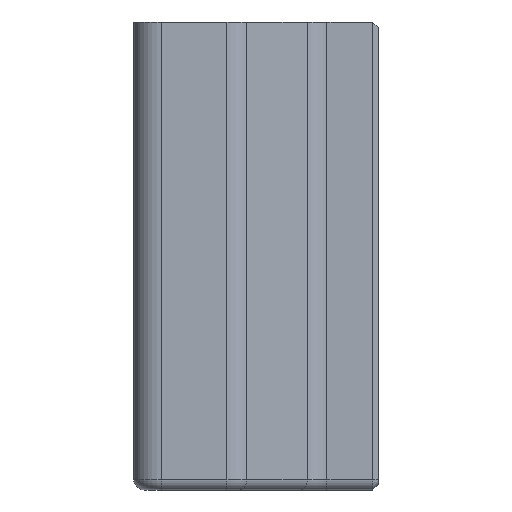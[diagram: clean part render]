
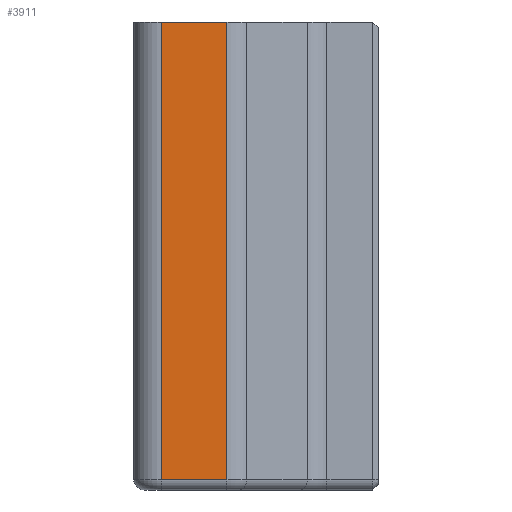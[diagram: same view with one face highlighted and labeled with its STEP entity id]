
A CAD part, front view. The second image highlights one B-rep face of the part: STEP entity #3911.
In plain terms, the highlighted planar face has unit normal (0, -1, 0).
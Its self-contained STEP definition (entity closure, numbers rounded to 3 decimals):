
#91 = VECTOR ( 'NONE', #3759, 1000. ) ;
#146 = VERTEX_POINT ( 'NONE', #3525 ) ;
#180 = LINE ( 'NONE', #3918, #4195 ) ;
#353 = CARTESIAN_POINT ( 'NONE',  ( 0., -188.371, -30. ) ) ;
#387 = CARTESIAN_POINT ( 'NONE',  ( 579.097, -188.371, -8. ) ) ;
#395 = VERTEX_POINT ( 'NONE', #3289 ) ;
#541 = AXIS2_PLACEMENT_3D ( 'NONE', #3021, #4455, #4391 ) ;
#719 = DIRECTION ( 'NONE',  ( -1., 0., 0. ) ) ;
#768 = CARTESIAN_POINT ( 'NONE',  ( 0., -188.371, 2.75 ) ) ;
#847 = DIRECTION ( 'NONE',  ( 0., 0., 1. ) ) ;
#1013 = LINE ( 'NONE', #768, #1527 ) ;
#1322 = DIRECTION ( 'NONE',  ( 1., 0., 0. ) ) ;
#1527 = VECTOR ( 'NONE', #719, 1000. ) ;
#1583 = EDGE_CURVE ( 'NONE', #4021, #2207, #1013, .T. ) ;
#1868 = CARTESIAN_POINT ( 'NONE',  ( 574.426, -188.371, 2.75 ) ) ;
#2003 = ORIENTED_EDGE ( 'NONE', *, *, #1583, .T. ) ;
#2062 = EDGE_CURVE ( 'NONE', #146, #4021, #4399, .T. ) ;
#2207 = VERTEX_POINT ( 'NONE', #1868 ) ;
#2424 = ORIENTED_EDGE ( 'NONE', *, *, #3962, .T. ) ;
#2633 = EDGE_LOOP ( 'NONE', ( #3288, #2424, #2989, #2003 ) ) ;
#2646 = EDGE_CURVE ( 'NONE', #395, #2207, #180, .T. ) ;
#2989 = ORIENTED_EDGE ( 'NONE', *, *, #2062, .T. ) ;
#3021 = CARTESIAN_POINT ( 'NONE',  ( 0., -188.371, -8. ) ) ;
#3288 = ORIENTED_EDGE ( 'NONE', *, *, #2646, .F. ) ;
#3289 = CARTESIAN_POINT ( 'NONE',  ( 574.426, -188.371, -30. ) ) ;
#3352 = PLANE ( 'NONE',  #541 ) ;
#3370 = LINE ( 'NONE', #353, #4213 ) ;
#3525 = CARTESIAN_POINT ( 'NONE',  ( 579.097, -188.371, -30. ) ) ;
#3759 = DIRECTION ( 'NONE',  ( 0., 0., 1. ) ) ;
#3815 = CARTESIAN_POINT ( 'NONE',  ( 579.097, -188.371, 2.75 ) ) ;
#3911 = ADVANCED_FACE ( 'NONE', ( #4351 ), #3352, .F. ) ;
#3918 = CARTESIAN_POINT ( 'NONE',  ( 574.426, -188.371, -8. ) ) ;
#3962 = EDGE_CURVE ( 'NONE', #395, #146, #3370, .T. ) ;
#4021 = VERTEX_POINT ( 'NONE', #3815 ) ;
#4195 = VECTOR ( 'NONE', #847, 1000. ) ;
#4213 = VECTOR ( 'NONE', #1322, 1000. ) ;
#4351 = FACE_OUTER_BOUND ( 'NONE', #2633, .T. ) ;
#4391 = DIRECTION ( 'NONE',  ( 0., 0., 1. ) ) ;
#4399 = LINE ( 'NONE', #387, #91 ) ;
#4455 = DIRECTION ( 'NONE',  ( 0., 1., 0. ) ) ;
